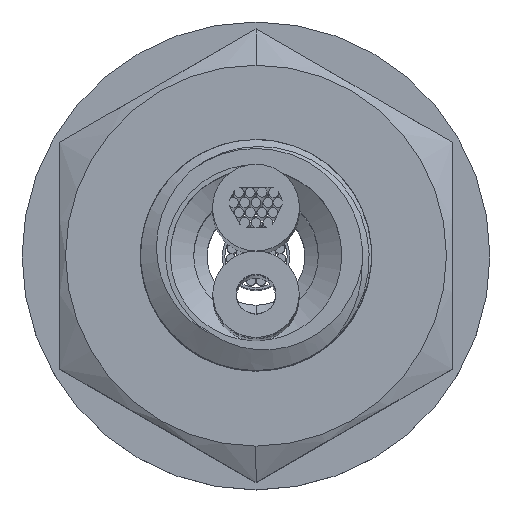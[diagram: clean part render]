
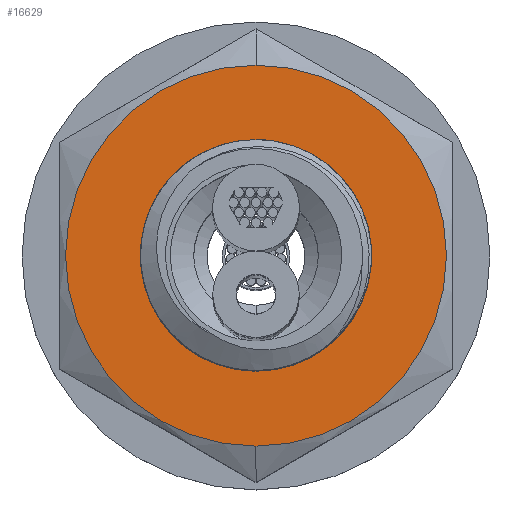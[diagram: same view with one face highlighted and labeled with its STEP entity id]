
A CAD part, top view. The second image highlights one B-rep face of the part: STEP entity #16629.
In plain terms, the highlighted face is planar.
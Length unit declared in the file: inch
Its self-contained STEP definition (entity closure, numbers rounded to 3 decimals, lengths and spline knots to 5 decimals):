
#15880=CARTESIAN_POINT('',(0.,0.13696,0.));
#15881=DIRECTION('',(0.,1.,0.));
#15882=DIRECTION('',(0.,0.,1.));
#15883=AXIS2_PLACEMENT_3D('',#15880,#15881,#15882);
#15893=CARTESIAN_POINT('',(0.,0.13696,0.));
#15894=DIRECTION('',(0.,1.,0.));
#15895=DIRECTION('',(0.,0.,-1.));
#15896=AXIS2_PLACEMENT_3D('',#15893,#15894,#15895);
#16491=CARTESIAN_POINT('',(0.,0.13696,0.));
#16492=DIRECTION('',(0.,-1.,0.));
#16493=DIRECTION('',(0.,0.,1.));
#16494=AXIS2_PLACEMENT_3D('',#16491,#16492,#16493);
#16500=CARTESIAN_POINT('',(0.,0.13696,0.));
#16501=DIRECTION('',(0.,-1.,0.));
#16502=DIRECTION('',(0.,0.,-1.));
#16503=AXIS2_PLACEMENT_3D('',#16500,#16501,#16502);
#16514=CARTESIAN_POINT('',(0.,0.13696,0.19093));
#16515=CARTESIAN_POINT('',(0.,0.13696,-0.19093));
#16516=VERTEX_POINT('',#16514);
#16517=VERTEX_POINT('',#16515);
#16546=CARTESIAN_POINT('',(0.,0.13696,-0.10462));
#16547=VERTEX_POINT('',#16546);
#16572=CARTESIAN_POINT('',(0.,0.13696,0.10462));
#16573=VERTEX_POINT('',#16572);
#16613=CARTESIAN_POINT('',(0.09843,0.13696,0.));
#16614=DIRECTION('',(0.,1.,0.));
#16615=DIRECTION('',(0.,0.,1.));
#16616=AXIS2_PLACEMENT_3D('',#16613,#16614,#16615);
#16617=PLANE('',#16616);
#16618=ORIENTED_EDGE('',*,*,#16598,.F.);
#16620=ORIENTED_EDGE('',*,*,#16619,.F.);
#16621=EDGE_LOOP('',(#16618,#16620));
#16622=FACE_OUTER_BOUND('',#16621,.F.);
#16624=ORIENTED_EDGE('',*,*,#16623,.F.);
#16626=ORIENTED_EDGE('',*,*,#16625,.F.);
#16627=EDGE_LOOP('',(#16624,#16626));
#16628=FACE_BOUND('',#16627,.F.);
#16629=ADVANCED_FACE('',(#16622,#16628),#16617,.T.);
#15884=CIRCLE('',#15883,0.19093);
#15897=CIRCLE('',#15896,0.19093);
#16495=CIRCLE('',#16494,0.10462);
#16504=CIRCLE('',#16503,0.10462);
#16598=EDGE_CURVE('',#16516,#16517,#15884,.T.);
#16619=EDGE_CURVE('',#16517,#16516,#15897,.T.);
#16623=EDGE_CURVE('',#16547,#16573,#16504,.T.);
#16625=EDGE_CURVE('',#16573,#16547,#16495,.T.);
